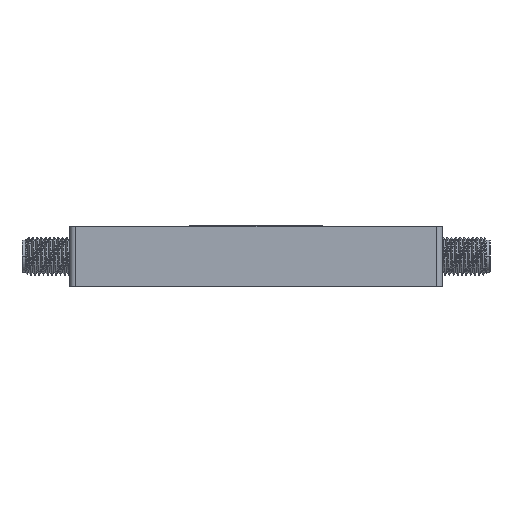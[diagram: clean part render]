
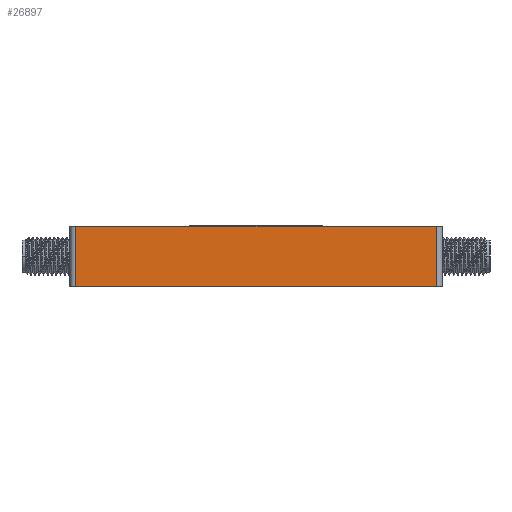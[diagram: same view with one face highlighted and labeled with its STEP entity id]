
A CAD part, left-side view. The second image highlights one B-rep face of the part: STEP entity #26897.
In plain terms, the highlighted planar face has unit normal (-1, 0, 0).
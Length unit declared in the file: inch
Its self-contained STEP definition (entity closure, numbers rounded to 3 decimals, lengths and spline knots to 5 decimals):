
#616 = VERTEX_POINT ( 'NONE', #3322 ) ;
#3322 = CARTESIAN_POINT ( 'NONE',  ( -1.99803, 1.18047, -0.19685 ) ) ;
#7642 = VECTOR ( 'NONE', #43880, 39.37008 ) ;
#10041 = CARTESIAN_POINT ( 'NONE',  ( -1.99803, 1.18047, 0.19685 ) ) ;
#10712 = EDGE_CURVE ( 'NONE', #616, #53724, #33199, .T. ) ;
#15640 = LINE ( 'NONE', #21742, #48095 ) ;
#18184 = VECTOR ( 'NONE', #58076, 39.37008 ) ;
#20233 = AXIS2_PLACEMENT_3D ( 'NONE', #54916, #46833, #47243 ) ;
#20844 = VECTOR ( 'NONE', #72019, 39.37008 ) ;
#21742 = CARTESIAN_POINT ( 'NONE',  ( -1.99803, -1.22047, 0.19685 ) ) ;
#22200 = CARTESIAN_POINT ( 'NONE',  ( -1.99803, -1.22047, -0.19685 ) ) ;
#22522 = VERTEX_POINT ( 'NONE', #10041 ) ;
#22722 = ORIENTED_EDGE ( 'NONE', *, *, #10712, .T. ) ;
#23531 = FACE_OUTER_BOUND ( 'NONE', #67333, .T. ) ;
#25057 = ORIENTED_EDGE ( 'NONE', *, *, #70602, .T. ) ;
#26897 = ADVANCED_FACE ( 'NONE', ( #23531 ), #28866, .F. ) ;
#28866 = PLANE ( 'NONE',  #20233 ) ;
#30429 = CARTESIAN_POINT ( 'NONE',  ( -1.99803, 1.18047, 0.19685 ) ) ;
#33199 = LINE ( 'NONE', #22200, #18184 ) ;
#36736 = ORIENTED_EDGE ( 'NONE', *, *, #56463, .T. ) ;
#38443 = CARTESIAN_POINT ( 'NONE',  ( -1.99803, -1.18047, -0.19685 ) ) ;
#43880 = DIRECTION ( 'NONE',  ( 0., 0., -1. ) ) ;
#46833 = DIRECTION ( 'NONE',  ( 1., 0., 0. ) ) ;
#47243 = DIRECTION ( 'NONE',  ( 0., 1., 0. ) ) ;
#48095 = VECTOR ( 'NONE', #48222, 39.37008 ) ;
#48222 = DIRECTION ( 'NONE',  ( 0., -1., 0. ) ) ;
#53724 = VERTEX_POINT ( 'NONE', #38443 ) ;
#54916 = CARTESIAN_POINT ( 'NONE',  ( -1.99803, -1.22047, 0.19685 ) ) ;
#56463 = EDGE_CURVE ( 'NONE', #53724, #77887, #78154, .T. ) ;
#58076 = DIRECTION ( 'NONE',  ( 0., -1., 0. ) ) ;
#59723 = CARTESIAN_POINT ( 'NONE',  ( -1.99803, -1.18047, 0.19685 ) ) ;
#62222 = LINE ( 'NONE', #30429, #7642 ) ;
#67004 = CARTESIAN_POINT ( 'NONE',  ( -1.99803, -1.18047, 0.19685 ) ) ;
#67333 = EDGE_LOOP ( 'NONE', ( #76957, #25057, #22722, #36736 ) ) ;
#70602 = EDGE_CURVE ( 'NONE', #22522, #616, #62222, .T. ) ;
#72019 = DIRECTION ( 'NONE',  ( 0., 0., 1. ) ) ;
#72100 = EDGE_CURVE ( 'NONE', #22522, #77887, #15640, .T. ) ;
#76957 = ORIENTED_EDGE ( 'NONE', *, *, #72100, .F. ) ;
#77887 = VERTEX_POINT ( 'NONE', #67004 ) ;
#78154 = LINE ( 'NONE', #59723, #20844 ) ;
